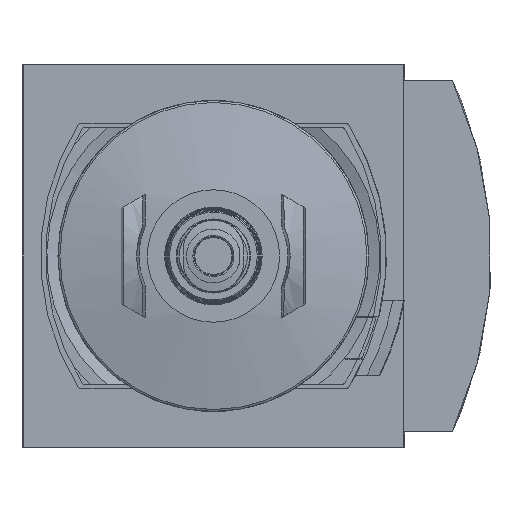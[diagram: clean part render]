
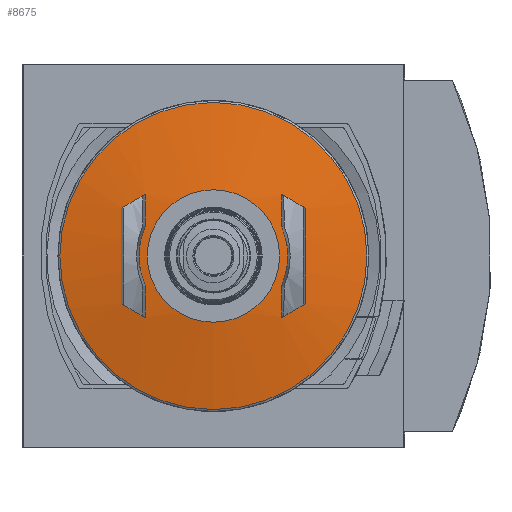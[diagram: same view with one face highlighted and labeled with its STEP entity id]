
A CAD part, front view. The second image highlights one B-rep face of the part: STEP entity #8675.
In plain terms, the highlighted spherical face has radius 108.76 mm.
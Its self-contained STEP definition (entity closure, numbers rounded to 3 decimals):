
#31=SPHERICAL_SURFACE('',#9178,108.76);
#1657=CIRCLE('',#9177,24.871);
#1658=CIRCLE('',#9179,12.055);
#1659=CIRCLE('',#9180,108.372);
#1660=CIRCLE('',#9181,108.117);
#1661=CIRCLE('',#9182,107.834);
#1662=CIRCLE('',#9183,107.453);
#1663=CIRCLE('',#9184,107.834);
#1664=CIRCLE('',#9185,108.117);
#1665=CIRCLE('',#9186,108.372);
#1666=CIRCLE('',#9187,107.834);
#1667=CIRCLE('',#9188,107.453);
#1668=CIRCLE('',#9189,107.834);
#1669=CIRCLE('',#9190,108.117);
#1670=CIRCLE('',#9191,108.372);
#1671=CIRCLE('',#9192,12.055);
#1672=CIRCLE('',#9193,108.372);
#1673=CIRCLE('',#9194,108.117);
#1674=CIRCLE('',#9195,10.724);
#3094=ORIENTED_EDGE('',*,*,#4248,.T.);
#3095=ORIENTED_EDGE('',*,*,#4249,.T.);
#3096=ORIENTED_EDGE('',*,*,#4250,.T.);
#3097=ORIENTED_EDGE('',*,*,#4251,.T.);
#3098=ORIENTED_EDGE('',*,*,#4252,.T.);
#3099=ORIENTED_EDGE('',*,*,#4253,.T.);
#3100=ORIENTED_EDGE('',*,*,#4254,.T.);
#3101=ORIENTED_EDGE('',*,*,#4255,.T.);
#3102=ORIENTED_EDGE('',*,*,#4256,.T.);
#3103=ORIENTED_EDGE('',*,*,#4257,.T.);
#3104=ORIENTED_EDGE('',*,*,#4258,.T.);
#3105=ORIENTED_EDGE('',*,*,#4259,.T.);
#3106=ORIENTED_EDGE('',*,*,#4260,.T.);
#3107=ORIENTED_EDGE('',*,*,#4261,.T.);
#3108=ORIENTED_EDGE('',*,*,#4262,.T.);
#3109=ORIENTED_EDGE('',*,*,#4263,.T.);
#3110=ORIENTED_EDGE('',*,*,#4264,.T.);
#3111=ORIENTED_EDGE('',*,*,#4265,.F.);
#4248=EDGE_CURVE('',#4914,#4914,#1657,.T.);
#4249=EDGE_CURVE('',#4915,#4916,#1658,.F.);
#4250=EDGE_CURVE('',#4916,#4917,#1659,.T.);
#4251=EDGE_CURVE('',#4917,#4918,#1660,.T.);
#4252=EDGE_CURVE('',#4918,#4919,#1661,.T.);
#4253=EDGE_CURVE('',#4919,#4920,#1662,.T.);
#4254=EDGE_CURVE('',#4920,#4921,#1663,.T.);
#4255=EDGE_CURVE('',#4921,#4922,#1664,.T.);
#4256=EDGE_CURVE('',#4922,#4915,#1665,.T.);
#4257=EDGE_CURVE('',#4923,#4924,#1666,.T.);
#4258=EDGE_CURVE('',#4924,#4925,#1667,.T.);
#4259=EDGE_CURVE('',#4925,#4926,#1668,.T.);
#4260=EDGE_CURVE('',#4926,#4927,#1669,.T.);
#4261=EDGE_CURVE('',#4927,#4928,#1670,.T.);
#4262=EDGE_CURVE('',#4928,#4929,#1671,.F.);
#4263=EDGE_CURVE('',#4929,#4930,#1672,.T.);
#4264=EDGE_CURVE('',#4930,#4923,#1673,.T.);
#4265=EDGE_CURVE('',#4931,#4931,#1674,.T.);
#4914=VERTEX_POINT('',#12750);
#4915=VERTEX_POINT('',#12753);
#4916=VERTEX_POINT('',#12754);
#4917=VERTEX_POINT('',#12756);
#4918=VERTEX_POINT('',#12758);
#4919=VERTEX_POINT('',#12760);
#4920=VERTEX_POINT('',#12762);
#4921=VERTEX_POINT('',#12764);
#4922=VERTEX_POINT('',#12766);
#4923=VERTEX_POINT('',#12769);
#4924=VERTEX_POINT('',#12770);
#4925=VERTEX_POINT('',#12772);
#4926=VERTEX_POINT('',#12774);
#4927=VERTEX_POINT('',#12776);
#4928=VERTEX_POINT('',#12778);
#4929=VERTEX_POINT('',#12780);
#4930=VERTEX_POINT('',#12782);
#4931=VERTEX_POINT('',#12785);
#5350=EDGE_LOOP('',(#3094));
#5351=EDGE_LOOP('',(#3095,#3096,#3097,#3098,#3099,#3100,#3101,#3102));
#5352=EDGE_LOOP('',(#3103,#3104,#3105,#3106,#3107,#3108,#3109,#3110));
#5353=EDGE_LOOP('',(#3111));
#5766=FACE_BOUND('',#5350,.T.);
#5767=FACE_BOUND('',#5351,.T.);
#5768=FACE_BOUND('',#5352,.T.);
#5769=FACE_BOUND('',#5353,.T.);
#8675=ADVANCED_FACE('',(#5766,#5767,#5768,#5769),#31,.T.);
#9177=AXIS2_PLACEMENT_3D('',#12749,#10696,#10697);
#9178=AXIS2_PLACEMENT_3D('',#12751,#10698,#10699);
#9179=AXIS2_PLACEMENT_3D('',#12752,#10700,#10701);
#9180=AXIS2_PLACEMENT_3D('',#12755,#10702,#10703);
#9181=AXIS2_PLACEMENT_3D('',#12757,#10704,#10705);
#9182=AXIS2_PLACEMENT_3D('',#12759,#10706,#10707);
#9183=AXIS2_PLACEMENT_3D('',#12761,#10708,#10709);
#9184=AXIS2_PLACEMENT_3D('',#12763,#10710,#10711);
#9185=AXIS2_PLACEMENT_3D('',#12765,#10712,#10713);
#9186=AXIS2_PLACEMENT_3D('',#12767,#10714,#10715);
#9187=AXIS2_PLACEMENT_3D('',#12768,#10716,#10717);
#9188=AXIS2_PLACEMENT_3D('',#12771,#10718,#10719);
#9189=AXIS2_PLACEMENT_3D('',#12773,#10720,#10721);
#9190=AXIS2_PLACEMENT_3D('',#12775,#10722,#10723);
#9191=AXIS2_PLACEMENT_3D('',#12777,#10724,#10725);
#9192=AXIS2_PLACEMENT_3D('',#12779,#10726,#10727);
#9193=AXIS2_PLACEMENT_3D('',#12781,#10728,#10729);
#9194=AXIS2_PLACEMENT_3D('',#12783,#10730,#10731);
#9195=AXIS2_PLACEMENT_3D('',#12784,#10732,#10733);
#10696=DIRECTION('',(0.,-1.,0.));
#10697=DIRECTION('',(0.,0.,-1.));
#10698=DIRECTION('',(0.,-1.,0.));
#10699=DIRECTION('',(1.,0.,0.));
#10700=DIRECTION('',(0.,1.,0.));
#10701=DIRECTION('',(0.,0.,1.));
#10702=DIRECTION('',(-1.,-0.017,0.));
#10703=DIRECTION('',(0.017,-1.,0.));
#10704=DIRECTION('',(0.,-0.017,1.));
#10705=DIRECTION('',(0.,-1.,-0.017));
#10706=DIRECTION('',(0.5,0.,0.866));
#10707=DIRECTION('',(0.866,0.,-0.5));
#10708=DIRECTION('',(1.,-0.017,0.));
#10709=DIRECTION('',(0.017,1.,0.));
#10710=DIRECTION('',(0.5,0.,-0.866));
#10711=DIRECTION('',(-0.866,0.,-0.5));
#10712=DIRECTION('',(0.,-0.017,-1.));
#10713=DIRECTION('',(0.,1.,-0.017));
#10714=DIRECTION('',(-1.,-0.017,0.));
#10715=DIRECTION('',(0.017,-1.,0.));
#10716=DIRECTION('',(-0.5,0.,-0.866));
#10717=DIRECTION('',(-0.866,0.,0.5));
#10718=DIRECTION('',(-1.,-0.017,0.));
#10719=DIRECTION('',(0.017,-1.,0.));
#10720=DIRECTION('',(-0.5,0.,0.866));
#10721=DIRECTION('',(0.866,0.,0.5));
#10722=DIRECTION('',(0.,-0.017,1.));
#10723=DIRECTION('',(0.,-1.,-0.017));
#10724=DIRECTION('',(1.,-0.017,0.));
#10725=DIRECTION('',(0.017,1.,0.));
#10726=DIRECTION('',(0.,1.,0.));
#10727=DIRECTION('',(0.,0.,1.));
#10728=DIRECTION('',(1.,-0.017,0.));
#10729=DIRECTION('',(0.017,1.,0.));
#10730=DIRECTION('',(0.,-0.017,-1.));
#10731=DIRECTION('',(0.,1.,-0.017));
#10732=DIRECTION('',(0.,-1.,0.));
#10733=DIRECTION('',(0.,0.,-1.));
#12749=CARTESIAN_POINT('',(0.,-273.648,0.));
#12750=CARTESIAN_POINT('',(0.,-273.648,-24.871));
#12751=CARTESIAN_POINT('',(0.,-167.77,0.));
#12752=CARTESIAN_POINT('',(0.,-275.86,0.));
#12753=CARTESIAN_POINT('',(11.072,-275.86,-4.767));
#12754=CARTESIAN_POINT('',(11.072,-275.86,4.767));
#12755=CARTESIAN_POINT('',(9.183,-167.61,0.));
#12756=CARTESIAN_POINT('',(11.066,-275.509,9.934));
#12757=CARTESIAN_POINT('',(0.,-167.976,11.811));
#12758=CARTESIAN_POINT('',(11.114,-275.504,9.934));
#12759=CARTESIAN_POINT('',(7.08,-167.77,12.263));
#12760=CARTESIAN_POINT('',(14.939,-275.222,7.726));
#12761=CARTESIAN_POINT('',(16.809,-168.063,0.));
#12762=CARTESIAN_POINT('',(14.939,-275.222,-7.726));
#12763=CARTESIAN_POINT('',(7.08,-167.77,-12.263));
#12764=CARTESIAN_POINT('',(11.114,-275.504,-9.934));
#12765=CARTESIAN_POINT('',(0.,-167.976,-11.811));
#12766=CARTESIAN_POINT('',(11.066,-275.509,-9.934));
#12767=CARTESIAN_POINT('',(9.183,-167.61,0.));
#12768=CARTESIAN_POINT('',(-7.08,-167.77,-12.263));
#12769=CARTESIAN_POINT('',(-11.114,-275.504,-9.934));
#12770=CARTESIAN_POINT('',(-14.939,-275.222,-7.726));
#12771=CARTESIAN_POINT('',(-16.809,-168.063,0.));
#12772=CARTESIAN_POINT('',(-14.939,-275.222,7.726));
#12773=CARTESIAN_POINT('',(-7.08,-167.77,12.263));
#12774=CARTESIAN_POINT('',(-11.114,-275.504,9.934));
#12775=CARTESIAN_POINT('',(0.,-167.976,11.811));
#12776=CARTESIAN_POINT('',(-11.066,-275.509,9.934));
#12777=CARTESIAN_POINT('',(-9.183,-167.61,0.));
#12778=CARTESIAN_POINT('',(-11.072,-275.86,4.767));
#12779=CARTESIAN_POINT('',(0.,-275.86,0.));
#12780=CARTESIAN_POINT('',(-11.072,-275.86,-4.767));
#12781=CARTESIAN_POINT('',(-9.183,-167.61,0.));
#12782=CARTESIAN_POINT('',(-11.066,-275.509,-9.934));
#12783=CARTESIAN_POINT('',(0.,-167.976,-11.811));
#12784=CARTESIAN_POINT('',(0.,-276.,0.));
#12785=CARTESIAN_POINT('',(0.,-276.,-10.724));
